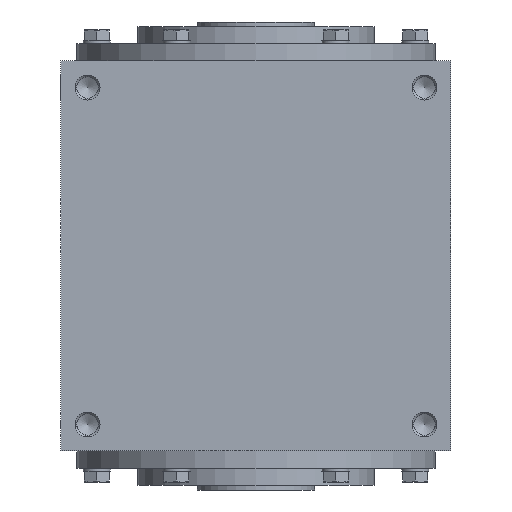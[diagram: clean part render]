
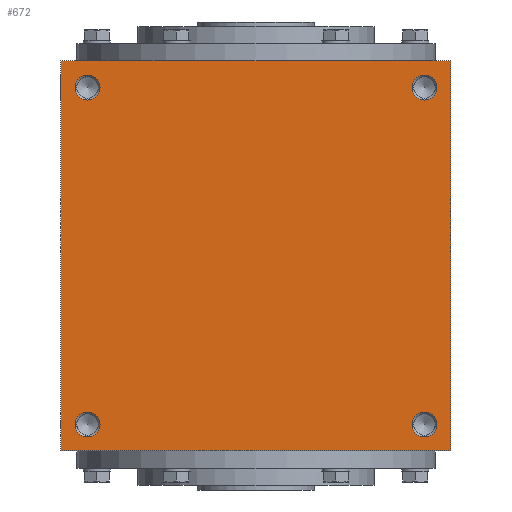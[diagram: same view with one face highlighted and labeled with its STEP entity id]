
A CAD part, left-side view. The second image highlights one B-rep face of the part: STEP entity #672.
In plain terms, the highlighted face is planar.
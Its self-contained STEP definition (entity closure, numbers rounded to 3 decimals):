
#672 = ADVANCED_FACE( '', ( #1345, #1346, #1347, #1348, #1349 ), #1350, .F. );
#1345 = FACE_BOUND( '', #2012, .T. );
#1346 = FACE_BOUND( '', #2013, .T. );
#1347 = FACE_BOUND( '', #2014, .T. );
#1348 = FACE_BOUND( '', #2015, .T. );
#1349 = FACE_OUTER_BOUND( '', #2016, .T. );
#1350 = PLANE( '', #2017 );
#2012 = EDGE_LOOP( '', ( #3189 ) );
#2013 = EDGE_LOOP( '', ( #3190 ) );
#2014 = EDGE_LOOP( '', ( #3191 ) );
#2015 = EDGE_LOOP( '', ( #3192 ) );
#2016 = EDGE_LOOP( '', ( #3193, #3194, #3195, #3196 ) );
#2017 = AXIS2_PLACEMENT_3D( '', #3197, #3198, #3199 );
#3189 = ORIENTED_EDGE( '', *, *, #3884, .F. );
#3190 = ORIENTED_EDGE( '', *, *, #3581, .T. );
#3191 = ORIENTED_EDGE( '', *, *, #3885, .F. );
#3192 = ORIENTED_EDGE( '', *, *, #3739, .T. );
#3193 = ORIENTED_EDGE( '', *, *, #3852, .F. );
#3194 = ORIENTED_EDGE( '', *, *, #3487, .F. );
#3195 = ORIENTED_EDGE( '', *, *, #3886, .F. );
#3196 = ORIENTED_EDGE( '', *, *, #3757, .F. );
#3197 = CARTESIAN_POINT( '', ( 0., 0., -125. ) );
#3198 = DIRECTION( '', ( 0., 0., 1. ) );
#3199 = DIRECTION( '', ( 1., 0., 0. ) );
#3487 = EDGE_CURVE( '', #4006, #4007, #4008, .T. );
#3581 = EDGE_CURVE( '', #4156, #4156, #4157, .T. );
#3739 = EDGE_CURVE( '', #4392, #4392, #4393, .T. );
#3757 = EDGE_CURVE( '', #4415, #4416, #4417, .T. );
#3852 = EDGE_CURVE( '', #4007, #4415, #4537, .T. );
#3884 = EDGE_CURVE( '', #4572, #4572, #4573, .T. );
#3885 = EDGE_CURVE( '', #4574, #4574, #4575, .T. );
#3886 = EDGE_CURVE( '', #4416, #4006, #4576, .T. );
#4006 = VERTEX_POINT( '', #4710 );
#4007 = VERTEX_POINT( '', #4711 );
#4008 = LINE( '', #4712, #4713 );
#4156 = VERTEX_POINT( '', #4882 );
#4157 = CIRCLE( '', #4883, 8. );
#4392 = VERTEX_POINT( '', #5268 );
#4393 = CIRCLE( '', #5269, 8. );
#4415 = VERTEX_POINT( '', #5291 );
#4416 = VERTEX_POINT( '', #5292 );
#4417 = LINE( '', #5293, #5294 );
#4537 = LINE( '', #5441, #5442 );
#4572 = VERTEX_POINT( '', #5479 );
#4573 = CIRCLE( '', #5480, 8. );
#4574 = VERTEX_POINT( '', #5481 );
#4575 = CIRCLE( '', #5482, 8. );
#4576 = LINE( '', #5483, #5484 );
#4710 = CARTESIAN_POINT( '', ( 125., 125., -125. ) );
#4711 = CARTESIAN_POINT( '', ( -125., 125., -125. ) );
#4712 = CARTESIAN_POINT( '', ( 125., 125., -125. ) );
#4713 = VECTOR( '', #5605, 1000. );
#4882 = CARTESIAN_POINT( '', ( 116., 108., -125. ) );
#4883 = AXIS2_PLACEMENT_3D( '', #5777, #5778, #5779 );
#5268 = CARTESIAN_POINT( '', ( 116., -108., -125. ) );
#5269 = AXIS2_PLACEMENT_3D( '', #6027, #6028, #6029 );
#5291 = CARTESIAN_POINT( '', ( -125., -125., -125. ) );
#5292 = CARTESIAN_POINT( '', ( 125., -125., -125. ) );
#5293 = CARTESIAN_POINT( '', ( -125., -125., -125. ) );
#5294 = VECTOR( '', #6057, 1000. );
#5441 = CARTESIAN_POINT( '', ( -125., 125., -125. ) );
#5442 = VECTOR( '', #6188, 1000. );
#5479 = CARTESIAN_POINT( '', ( -116., 108., -125. ) );
#5480 = AXIS2_PLACEMENT_3D( '', #6224, #6225, #6226 );
#5481 = CARTESIAN_POINT( '', ( -116., -108., -125. ) );
#5482 = AXIS2_PLACEMENT_3D( '', #6227, #6228, #6229 );
#5483 = CARTESIAN_POINT( '', ( 125., -125., -125. ) );
#5484 = VECTOR( '', #6230, 1000. );
#5605 = DIRECTION( '', ( -1., 0., 0. ) );
#5777 = CARTESIAN_POINT( '', ( 108., 108., -125. ) );
#5778 = DIRECTION( '', ( 0., 0., 1. ) );
#5779 = DIRECTION( '', ( 1., 0., 0. ) );
#6027 = CARTESIAN_POINT( '', ( 108., -108., -125. ) );
#6028 = DIRECTION( '', ( 0., 0., 1. ) );
#6029 = DIRECTION( '', ( 1., 0., 0. ) );
#6057 = DIRECTION( '', ( 1., 0., 0. ) );
#6188 = DIRECTION( '', ( 0., -1., 0. ) );
#6224 = CARTESIAN_POINT( '', ( -108., 108., -125. ) );
#6225 = DIRECTION( '', ( 0., 0., -1. ) );
#6226 = DIRECTION( '', ( -1., 0., 0. ) );
#6227 = CARTESIAN_POINT( '', ( -108., -108., -125. ) );
#6228 = DIRECTION( '', ( 0., 0., -1. ) );
#6229 = DIRECTION( '', ( -1., 0., 0. ) );
#6230 = DIRECTION( '', ( 0., 1., 0. ) );
